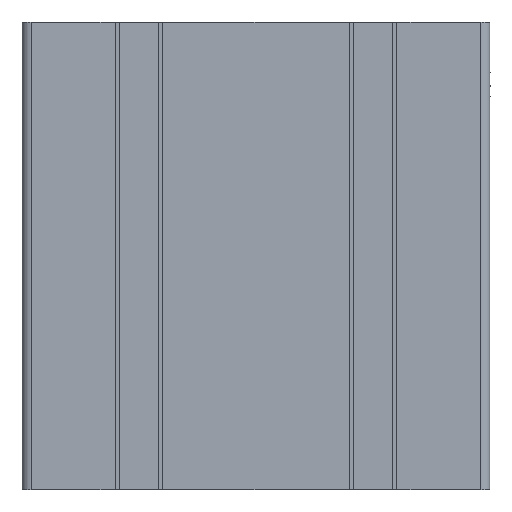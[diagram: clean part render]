
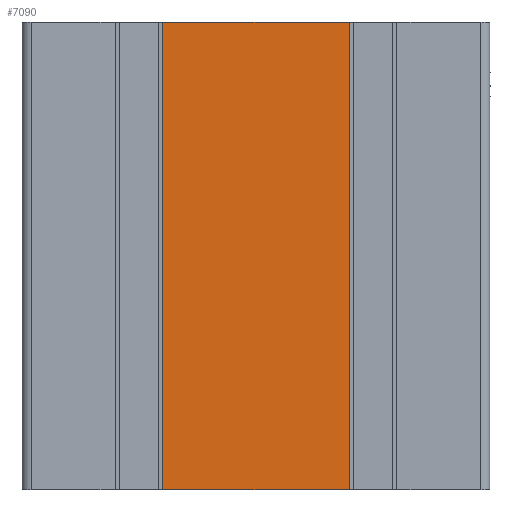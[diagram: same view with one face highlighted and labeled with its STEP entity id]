
A CAD part, front view. The second image highlights one B-rep face of the part: STEP entity #7090.
In plain terms, the highlighted planar face has unit normal (0, -1, 0).
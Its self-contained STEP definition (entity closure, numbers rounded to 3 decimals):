
#24 = LINE ( 'NONE', #15629, #3188 ) ;
#559 = VERTEX_POINT ( 'NONE', #9208 ) ;
#1779 = CARTESIAN_POINT ( 'NONE',  ( 7257.277, 3700.092, 100. ) ) ;
#2243 = DIRECTION ( 'NONE',  ( 0., 0., -1. ) ) ;
#2278 = EDGE_LOOP ( 'NONE', ( #14144, #14638, #15013, #8824 ) ) ;
#2854 = VECTOR ( 'NONE', #2243, 1000. ) ;
#2983 = VERTEX_POINT ( 'NONE', #4801 ) ;
#3188 = VECTOR ( 'NONE', #15739, 1000. ) ;
#3438 = EDGE_CURVE ( 'NONE', #12791, #559, #10494, .T. ) ;
#4038 = AXIS2_PLACEMENT_3D ( 'NONE', #5790, #5684, #5669 ) ;
#4801 = CARTESIAN_POINT ( 'NONE',  ( 7217.477, 3700.092, 100. ) ) ;
#5669 = DIRECTION ( 'NONE',  ( -1., 0., 0. ) ) ;
#5684 = DIRECTION ( 'NONE',  ( 0., 1., 0. ) ) ;
#5790 = CARTESIAN_POINT ( 'NONE',  ( 7217.477, 3700.092, 100. ) ) ;
#5970 = PLANE ( 'NONE',  #4038 ) ;
#6385 = LINE ( 'NONE', #1779, #2854 ) ;
#7090 = ADVANCED_FACE ( 'NONE', ( #7404 ), #5970, .F. ) ;
#7404 = FACE_OUTER_BOUND ( 'NONE', #2278, .T. ) ;
#8366 = EDGE_CURVE ( 'NONE', #12791, #2983, #24, .T. ) ;
#8608 = VERTEX_POINT ( 'NONE', #13278 ) ;
#8824 = ORIENTED_EDGE ( 'NONE', *, *, #3438, .T. ) ;
#8995 = CARTESIAN_POINT ( 'NONE',  ( 7285.377, 3700.092, 100. ) ) ;
#9024 = DIRECTION ( 'NONE',  ( 1., 0., 0. ) ) ;
#9208 = CARTESIAN_POINT ( 'NONE',  ( 7257.277, 3700.092, 0. ) ) ;
#9712 = VECTOR ( 'NONE', #9024, 1000. ) ;
#10494 = LINE ( 'NONE', #14554, #10906 ) ;
#10906 = VECTOR ( 'NONE', #14508, 1000. ) ;
#12624 = CARTESIAN_POINT ( 'NONE',  ( 7217.477, 3700.092, 0. ) ) ;
#12732 = LINE ( 'NONE', #8995, #9712 ) ;
#12791 = VERTEX_POINT ( 'NONE', #12624 ) ;
#13278 = CARTESIAN_POINT ( 'NONE',  ( 7257.277, 3700.092, 100. ) ) ;
#14144 = ORIENTED_EDGE ( 'NONE', *, *, #15944, .F. ) ;
#14157 = EDGE_CURVE ( 'NONE', #2983, #8608, #12732, .T. ) ;
#14508 = DIRECTION ( 'NONE',  ( 1., 0., 0. ) ) ;
#14554 = CARTESIAN_POINT ( 'NONE',  ( 7217.477, 3700.092, 0. ) ) ;
#14638 = ORIENTED_EDGE ( 'NONE', *, *, #14157, .F. ) ;
#15013 = ORIENTED_EDGE ( 'NONE', *, *, #8366, .F. ) ;
#15629 = CARTESIAN_POINT ( 'NONE',  ( 7217.477, 3700.092, 100. ) ) ;
#15739 = DIRECTION ( 'NONE',  ( 0., 0., 1. ) ) ;
#15944 = EDGE_CURVE ( 'NONE', #8608, #559, #6385, .T. ) ;
